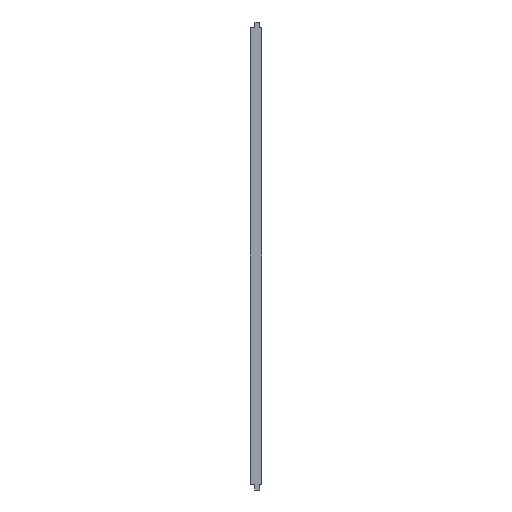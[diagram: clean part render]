
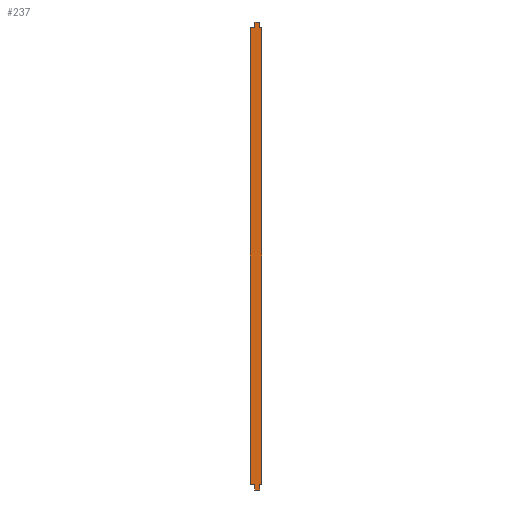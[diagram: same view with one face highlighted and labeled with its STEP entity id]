
A CAD part, left-side view. The second image highlights one B-rep face of the part: STEP entity #237.
In plain terms, the highlighted planar face has unit normal (-1, 0, 0).
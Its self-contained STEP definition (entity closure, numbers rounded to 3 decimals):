
#12 = CARTESIAN_POINT ( 'NONE',  ( 0., 5., 0. ) ) ;
#19 = EDGE_CURVE ( 'NONE', #688, #592, #667, .T. ) ;
#34 = DIRECTION ( 'NONE',  ( 0., 1., 0. ) ) ;
#39 = DIRECTION ( 'NONE',  ( 0., 0., 1. ) ) ;
#56 = VECTOR ( 'NONE', #1454, 1000. ) ;
#64 = CARTESIAN_POINT ( 'NONE',  ( 0., 1., 0. ) ) ;
#74 = LINE ( 'NONE', #693, #1308 ) ;
#76 = VERTEX_POINT ( 'NONE', #681 ) ;
#98 = CARTESIAN_POINT ( 'NONE',  ( 0., 1., 193.45 ) ) ;
#112 = CARTESIAN_POINT ( 'NONE',  ( 0., 5., 191. ) ) ;
#191 = VECTOR ( 'NONE', #1212, 1000. ) ;
#235 = EDGE_CURVE ( 'NONE', #1676, #76, #1471, .T. ) ;
#237 = ADVANCED_FACE ( 'NONE', ( #718 ), #1167, .F. ) ;
#241 = CARTESIAN_POINT ( 'NONE',  ( 0., 1., -2.45 ) ) ;
#264 = DIRECTION ( 'NONE',  ( 0., 0., -1. ) ) ;
#267 = DIRECTION ( 'NONE',  ( 0., -1., 0. ) ) ;
#304 = DIRECTION ( 'NONE',  ( 0., -1., 0. ) ) ;
#307 = CARTESIAN_POINT ( 'NONE',  ( 0., 3., -2.45 ) ) ;
#330 = EDGE_CURVE ( 'NONE', #729, #1676, #1960, .T. ) ;
#335 = DIRECTION ( 'NONE',  ( 0., -1., 0. ) ) ;
#355 = EDGE_CURVE ( 'NONE', #76, #592, #1189, .T. ) ;
#361 = ORIENTED_EDGE ( 'NONE', *, *, #1549, .F. ) ;
#366 = CARTESIAN_POINT ( 'NONE',  ( 0., 0., 0. ) ) ;
#383 = VECTOR ( 'NONE', #1750, 1000. ) ;
#387 = VECTOR ( 'NONE', #304, 1000. ) ;
#420 = ORIENTED_EDGE ( 'NONE', *, *, #1897, .T. ) ;
#438 = CARTESIAN_POINT ( 'NONE',  ( 0., 1., 193.45 ) ) ;
#486 = CARTESIAN_POINT ( 'NONE',  ( 0., 5., 191. ) ) ;
#493 = LINE ( 'NONE', #1723, #1534 ) ;
#520 = CARTESIAN_POINT ( 'NONE',  ( 0., 5., 191. ) ) ;
#549 = ORIENTED_EDGE ( 'NONE', *, *, #1854, .T. ) ;
#557 = DIRECTION ( 'NONE',  ( 0., 0., -1. ) ) ;
#558 = ORIENTED_EDGE ( 'NONE', *, *, #355, .F. ) ;
#569 = VECTOR ( 'NONE', #264, 1000. ) ;
#592 = VERTEX_POINT ( 'NONE', #1847 ) ;
#600 = VECTOR ( 'NONE', #39, 1000. ) ;
#602 = VECTOR ( 'NONE', #1345, 1000. ) ;
#658 = VERTEX_POINT ( 'NONE', #1861 ) ;
#667 = LINE ( 'NONE', #366, #600 ) ;
#681 = CARTESIAN_POINT ( 'NONE',  ( 0., 1., 191. ) ) ;
#684 = LINE ( 'NONE', #1287, #1873 ) ;
#688 = VERTEX_POINT ( 'NONE', #1280 ) ;
#693 = CARTESIAN_POINT ( 'NONE',  ( 0., 3., -2.45 ) ) ;
#718 = FACE_OUTER_BOUND ( 'NONE', #882, .T. ) ;
#729 = VERTEX_POINT ( 'NONE', #1449 ) ;
#766 = CARTESIAN_POINT ( 'NONE',  ( 0., 3., 193.45 ) ) ;
#779 = ORIENTED_EDGE ( 'NONE', *, *, #1394, .T. ) ;
#783 = LINE ( 'NONE', #12, #1975 ) ;
#877 = CARTESIAN_POINT ( 'NONE',  ( 0., 5., 0. ) ) ;
#882 = EDGE_LOOP ( 'NONE', ( #1388, #558, #1453, #1927, #549, #1895, #361, #420, #1309, #1376, #1607, #779 ) ) ;
#989 = VERTEX_POINT ( 'NONE', #307 ) ;
#1002 = LINE ( 'NONE', #241, #56 ) ;
#1058 = VERTEX_POINT ( 'NONE', #486 ) ;
#1092 = EDGE_CURVE ( 'NONE', #1513, #989, #74, .T. ) ;
#1111 = VECTOR ( 'NONE', #267, 1000. ) ;
#1167 = PLANE ( 'NONE',  #1558 ) ;
#1189 = LINE ( 'NONE', #112, #1111 ) ;
#1210 = EDGE_CURVE ( 'NONE', #989, #1473, #684, .T. ) ;
#1212 = DIRECTION ( 'NONE',  ( 0., 0., -1. ) ) ;
#1248 = LINE ( 'NONE', #1393, #387 ) ;
#1253 = EDGE_CURVE ( 'NONE', #1058, #658, #1907, .T. ) ;
#1280 = CARTESIAN_POINT ( 'NONE',  ( 0., 0., 0. ) ) ;
#1287 = CARTESIAN_POINT ( 'NONE',  ( 0., 3., -2.45 ) ) ;
#1308 = VECTOR ( 'NONE', #34, 1000. ) ;
#1309 = ORIENTED_EDGE ( 'NONE', *, *, #1210, .F. ) ;
#1321 = DIRECTION ( 'NONE',  ( 1., 0., 0. ) ) ;
#1345 = DIRECTION ( 'NONE',  ( 0., -1., 0. ) ) ;
#1376 = ORIENTED_EDGE ( 'NONE', *, *, #1092, .F. ) ;
#1377 = LINE ( 'NONE', #766, #191 ) ;
#1388 = ORIENTED_EDGE ( 'NONE', *, *, #19, .T. ) ;
#1393 = CARTESIAN_POINT ( 'NONE',  ( 0., 5., 0. ) ) ;
#1394 = EDGE_CURVE ( 'NONE', #1671, #688, #783, .T. ) ;
#1406 = CARTESIAN_POINT ( 'NONE',  ( 0., 3., 0. ) ) ;
#1446 = DIRECTION ( 'NONE',  ( 0., 0., 1. ) ) ;
#1449 = CARTESIAN_POINT ( 'NONE',  ( 0., 3., 193.45 ) ) ;
#1453 = ORIENTED_EDGE ( 'NONE', *, *, #235, .F. ) ;
#1454 = DIRECTION ( 'NONE',  ( 0., 0., 1. ) ) ;
#1471 = LINE ( 'NONE', #98, #569 ) ;
#1473 = VERTEX_POINT ( 'NONE', #1406 ) ;
#1482 = CARTESIAN_POINT ( 'NONE',  ( 0., 1., 193.45 ) ) ;
#1513 = VERTEX_POINT ( 'NONE', #1568 ) ;
#1534 = VECTOR ( 'NONE', #1446, 1000. ) ;
#1549 = EDGE_CURVE ( 'NONE', #1664, #1058, #493, .T. ) ;
#1558 = AXIS2_PLACEMENT_3D ( 'NONE', #877, #1321, #557 ) ;
#1568 = CARTESIAN_POINT ( 'NONE',  ( 0., 1., -2.45 ) ) ;
#1607 = ORIENTED_EDGE ( 'NONE', *, *, #1672, .T. ) ;
#1664 = VERTEX_POINT ( 'NONE', #1913 ) ;
#1671 = VERTEX_POINT ( 'NONE', #64 ) ;
#1672 = EDGE_CURVE ( 'NONE', #1513, #1671, #1002, .T. ) ;
#1676 = VERTEX_POINT ( 'NONE', #438 ) ;
#1723 = CARTESIAN_POINT ( 'NONE',  ( 0., 5., 0. ) ) ;
#1750 = DIRECTION ( 'NONE',  ( 0., -1., 0. ) ) ;
#1847 = CARTESIAN_POINT ( 'NONE',  ( 0., 0., 191. ) ) ;
#1854 = EDGE_CURVE ( 'NONE', #729, #658, #1377, .T. ) ;
#1861 = CARTESIAN_POINT ( 'NONE',  ( 0., 3., 191. ) ) ;
#1873 = VECTOR ( 'NONE', #1891, 1000. ) ;
#1891 = DIRECTION ( 'NONE',  ( 0., 0., 1. ) ) ;
#1895 = ORIENTED_EDGE ( 'NONE', *, *, #1253, .F. ) ;
#1897 = EDGE_CURVE ( 'NONE', #1664, #1473, #1248, .T. ) ;
#1907 = LINE ( 'NONE', #520, #383 ) ;
#1913 = CARTESIAN_POINT ( 'NONE',  ( 0., 5., 0. ) ) ;
#1927 = ORIENTED_EDGE ( 'NONE', *, *, #330, .F. ) ;
#1960 = LINE ( 'NONE', #1482, #602 ) ;
#1975 = VECTOR ( 'NONE', #335, 1000. ) ;
